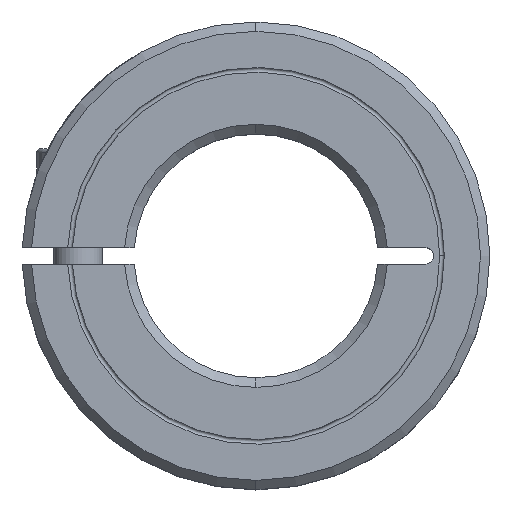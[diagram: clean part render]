
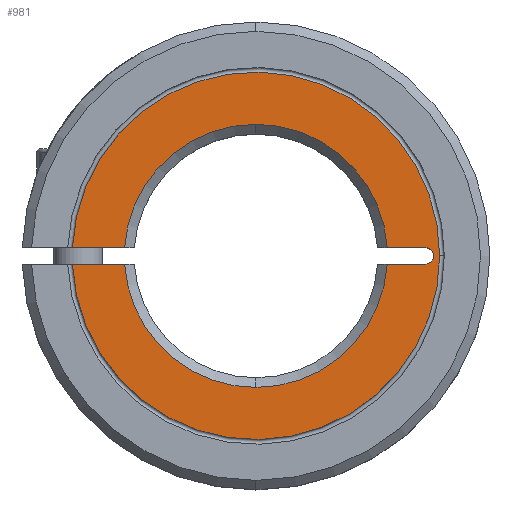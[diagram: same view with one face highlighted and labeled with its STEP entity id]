
A CAD part, top view. The second image highlights one B-rep face of the part: STEP entity #981.
In plain terms, the highlighted planar face has unit normal (0, 0, 1).
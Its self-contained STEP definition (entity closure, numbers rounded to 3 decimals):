
#393=EDGE_CURVE('',#963,#599,#1123,.T.);
#493=VERTEX_POINT('',#1237);
#523=VERTEX_POINT('',#1270);
#551=EDGE_CURVE('',#693,#809,#1302,.T.);
#583=VERTEX_POINT('',#1338);
#599=VERTEX_POINT('',#1355);
#601=EDGE_CURVE('',#493,#583,#1357,.T.);
#611=VERTEX_POINT('',#1368);
#663=VERTEX_POINT('',#1429);
#693=VERTEX_POINT('',#1463);
#719=EDGE_CURVE('',#611,#891,#1491,.T.);
#809=VERTEX_POINT('',#1587);
#831=EDGE_CURVE('',#809,#663,#1611,.T.);
#841=VERTEX_POINT('',#1622);
#845=EDGE_CURVE('',#523,#693,#1626,.T.);
#871=EDGE_CURVE('',#841,#1083,#1655,.T.);
#891=VERTEX_POINT('',#1677);
#963=VERTEX_POINT('',#1755);
#967=EDGE_CURVE('',#599,#493,#1760,.T.);
#981=ADVANCED_FACE('',(#1775),#1776,.T.);
#997=EDGE_CURVE('',#891,#523,#1795,.T.);
#1013=EDGE_CURVE('',#1083,#963,#1814,.T.);
#1047=EDGE_CURVE('',#663,#841,#1852,.T.);
#1063=EDGE_CURVE('',#583,#611,#1869,.T.);
#1083=VERTEX_POINT('',#1892);
#1123=CIRCLE('',#1929,13.5);
#1237=CARTESIAN_POINT('',(13.474,0.84,15.0));
#1270=CARTESIAN_POINT('',(13.474,-0.84,15.0));
#1302=CIRCLE('',#2218,13.5);
#1338=CARTESIAN_POINT('',(17.41,0.84,15.0));
#1355=CARTESIAN_POINT('',(0.,13.5,15.0));
#1357=LINE('',#2282,#2283);
#1368=CARTESIAN_POINT('',(18.25,0.,15.0));
#1429=CARTESIAN_POINT('',(-18.831,-0.84,15.0));
#1463=CARTESIAN_POINT('',(0.,-13.5,15.0));
#1491=CIRCLE('',#2528,0.84);
#1587=CARTESIAN_POINT('',(-13.474,-0.84,15.0));
#1611=LINE('',#2694,#2695);
#1622=CARTESIAN_POINT('',(18.85,0.,15.0));
#1626=CIRCLE('',#2713,13.5);
#1655=CIRCLE('',#2752,18.85);
#1677=CARTESIAN_POINT('',(17.41,-0.84,15.0));
#1755=CARTESIAN_POINT('',(-13.474,0.84,15.0));
#1760=CIRCLE('',#2957,13.5);
#1775=FACE_OUTER_BOUND('',#2976,.T.);
#1776=PLANE('',#2977);
#1795=LINE('',#3005,#3006);
#1814=LINE('',#3037,#3038);
#1852=CIRCLE('',#3129,18.85);
#1869=CIRCLE('',#3161,0.84);
#1892=CARTESIAN_POINT('',(-18.831,0.84,15.0));
#1929=AXIS2_PLACEMENT_3D('',#3226,#3227,#3228);
#2218=AXIS2_PLACEMENT_3D('',#3465,#3466,#3467);
#2282=CARTESIAN_POINT('',(-1.898,0.84,15.0));
#2283=VECTOR('',#3514,1.0);
#2528=AXIS2_PLACEMENT_3D('',#3671,#3672,#3673);
#2694=CARTESIAN_POINT('',(-1.898,-0.84,15.0));
#2695=VECTOR('',#3788,1.0);
#2713=AXIS2_PLACEMENT_3D('',#3798,#3799,#3800);
#2752=AXIS2_PLACEMENT_3D('',#3834,#3835,#3836);
#2957=AXIS2_PLACEMENT_3D('',#3970,#3971,#3972);
#2976=EDGE_LOOP('',(#3984,#3985,#3986,#3987,#3988,#3989,#3990,#3991,#3992,#3993,#3994,#3995));
#2977=AXIS2_PLACEMENT_3D('',#3996,#3997,#3998);
#3005=CARTESIAN_POINT('',(-1.898,-0.84,15.0));
#3006=VECTOR('',#4033,1.0);
#3037=CARTESIAN_POINT('',(-1.898,0.84,15.0));
#3038=VECTOR('',#4061,1.0);
#3129=AXIS2_PLACEMENT_3D('',#4104,#4105,#4106);
#3161=AXIS2_PLACEMENT_3D('',#4122,#4123,#4124);
#3226=CARTESIAN_POINT('',(0.,0.0,15.0));
#3227=DIRECTION('',(0.,0.0,-1.0));
#3228=DIRECTION('',(0.0,1.0,0.0));
#3465=CARTESIAN_POINT('',(0.,0.0,15.0));
#3466=DIRECTION('',(0.,0.0,-1.0));
#3467=DIRECTION('',(0.0,1.0,0.0));
#3514=DIRECTION('',(1.0,0.0,0.));
#3671=CARTESIAN_POINT('',(17.41,0.0,15.0));
#3672=DIRECTION('',(0.,0.,-1.0));
#3673=DIRECTION('',(1.0,0.,0.));
#3788=DIRECTION('',(-1.0,0.0,0.));
#3798=CARTESIAN_POINT('',(0.,0.0,15.0));
#3799=DIRECTION('',(0.,0.0,-1.0));
#3800=DIRECTION('',(0.0,1.0,0.0));
#3834=CARTESIAN_POINT('',(0.,0.,15.0));
#3835=DIRECTION('',(0.,0.,1.0));
#3836=DIRECTION('',(1.0,0.,0.));
#3970=CARTESIAN_POINT('',(0.,0.0,15.0));
#3971=DIRECTION('',(0.,0.0,-1.0));
#3972=DIRECTION('',(0.0,1.0,0.0));
#3984=ORIENTED_EDGE('',*,*,#997,.T.);
#3985=ORIENTED_EDGE('',*,*,#845,.T.);
#3986=ORIENTED_EDGE('',*,*,#551,.T.);
#3987=ORIENTED_EDGE('',*,*,#831,.T.);
#3988=ORIENTED_EDGE('',*,*,#1047,.T.);
#3989=ORIENTED_EDGE('',*,*,#871,.T.);
#3990=ORIENTED_EDGE('',*,*,#1013,.T.);
#3991=ORIENTED_EDGE('',*,*,#393,.T.);
#3992=ORIENTED_EDGE('',*,*,#967,.T.);
#3993=ORIENTED_EDGE('',*,*,#601,.T.);
#3994=ORIENTED_EDGE('',*,*,#1063,.T.);
#3995=ORIENTED_EDGE('',*,*,#719,.T.);
#3996=CARTESIAN_POINT('',(0.,18.27,15.0));
#3997=DIRECTION('',(0.,0.,1.0));
#3998=DIRECTION('',(0.,-1.0,0.));
#4033=DIRECTION('',(-1.0,0.0,0.));
#4061=DIRECTION('',(1.0,0.0,0.));
#4104=CARTESIAN_POINT('',(0.,0.,15.0));
#4105=DIRECTION('',(0.,0.,1.0));
#4106=DIRECTION('',(1.0,0.,0.));
#4122=CARTESIAN_POINT('',(17.41,0.0,15.0));
#4123=DIRECTION('',(0.,0.,-1.0));
#4124=DIRECTION('',(1.0,0.,0.));
